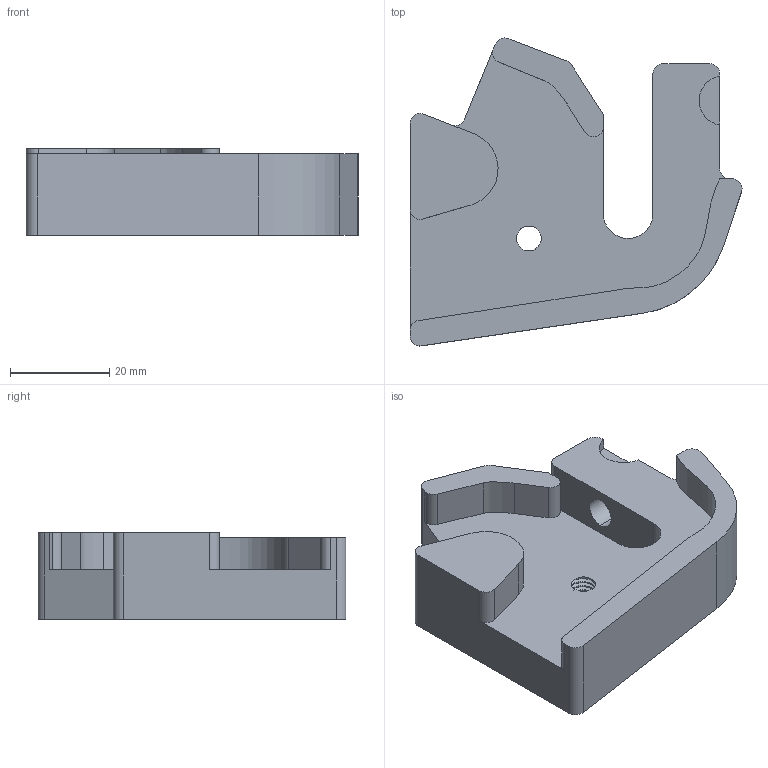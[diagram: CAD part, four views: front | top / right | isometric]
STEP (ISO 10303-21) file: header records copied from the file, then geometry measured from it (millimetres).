
FILE_DESCRIPTION (( 'STEP AP203' ), '1' );
FILE_NAME ('torque arm drive side v2_8 without hangar_less material.STEP', '2022-03-27T03:17:18', ( '' ), ( '' ), 'SwSTEP 2.0', 'SolidWorks 2021', '' );
FILE_SCHEMA (( 'CONFIG_CONTROL_DESIGN' ));
Length unit declared in the file: millimetre
Products named in the file (1): torque arm drive side v2_8 without hangar_less material
Bounding box: 66.89 x 62.04 x 17.5 mm (x, y, z)
Volume: 32683 mm3; surface area: 11576.9 mm2
Topology: 1 solids, 1 shells, 119 faces, 338 edges, 220 vertices
Faces by surface type: cylinder 84, plane 25, bspline 8, cone 2
Entity records: 9356 total; most frequent: CARTESIAN_POINT 6561, ORIENTED_EDGE 672, DIRECTION 477, EDGE_CURVE 336, VERTEX_POINT 220, AXIS2_PLACEMENT_3D 160, LINE 157, VECTOR 157
